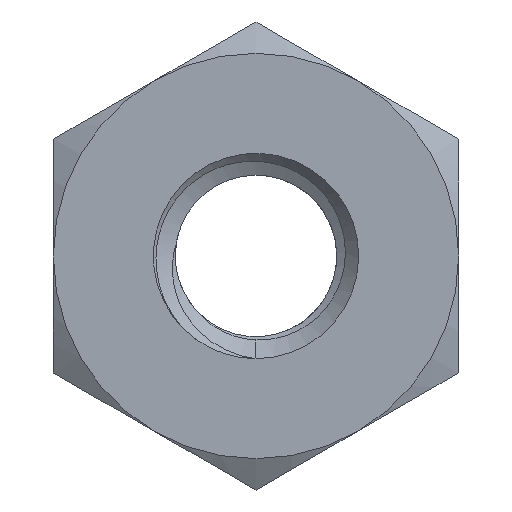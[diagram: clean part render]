
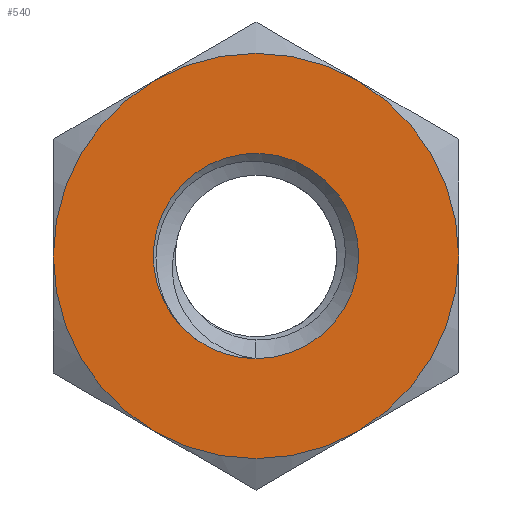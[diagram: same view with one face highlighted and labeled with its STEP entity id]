
A CAD part, front view. The second image highlights one B-rep face of the part: STEP entity #540.
In plain terms, the highlighted planar face has unit normal (0, -1, 0).
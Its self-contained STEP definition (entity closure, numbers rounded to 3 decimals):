
#16=FACE_BOUND('',#121,.T.);
#24=PLANE('',#600);
#84=FACE_OUTER_BOUND('',#120,.T.);
#120=EDGE_LOOP('',(#469,#470,#471,#472,#473,#474));
#121=EDGE_LOOP('',(#475,#476));
#134=CIRCLE('',#571,2.413);
#136=CIRCLE('',#579,4.763);
#137=CIRCLE('',#581,2.413);
#145=CIRCLE('',#601,4.763);
#146=CIRCLE('',#602,4.763);
#147=CIRCLE('',#603,4.763);
#148=CIRCLE('',#604,4.763);
#149=CIRCLE('',#605,4.763);
#224=VERTEX_POINT('',#820);
#225=VERTEX_POINT('',#837);
#237=VERTEX_POINT('',#1106);
#238=VERTEX_POINT('',#1107);
#249=VERTEX_POINT('',#1667);
#252=VERTEX_POINT('',#1684);
#257=VERTEX_POINT('',#1719);
#260=VERTEX_POINT('',#1736);
#274=EDGE_CURVE('',#225,#224,#134,.T.);
#292=EDGE_CURVE('',#237,#238,#136,.T.);
#295=EDGE_CURVE('',#224,#225,#137,.T.);
#338=EDGE_CURVE('',#238,#252,#145,.T.);
#339=EDGE_CURVE('',#252,#249,#146,.T.);
#340=EDGE_CURVE('',#249,#260,#147,.T.);
#341=EDGE_CURVE('',#260,#257,#148,.T.);
#342=EDGE_CURVE('',#237,#257,#149,.T.);
#469=ORIENTED_EDGE('',*,*,#292,.T.);
#470=ORIENTED_EDGE('',*,*,#338,.T.);
#471=ORIENTED_EDGE('',*,*,#339,.T.);
#472=ORIENTED_EDGE('',*,*,#340,.T.);
#473=ORIENTED_EDGE('',*,*,#341,.T.);
#474=ORIENTED_EDGE('',*,*,#342,.F.);
#475=ORIENTED_EDGE('',*,*,#274,.T.);
#476=ORIENTED_EDGE('',*,*,#295,.T.);
#540=ADVANCED_FACE('',(#84,#16),#24,.F.);
#571=AXIS2_PLACEMENT_3D('',#838,#634,#635);
#579=AXIS2_PLACEMENT_3D('',#1108,#655,#656);
#581=AXIS2_PLACEMENT_3D('',#1117,#659,#660);
#600=AXIS2_PLACEMENT_3D('',#1749,#703,#704);
#601=AXIS2_PLACEMENT_3D('',#1750,#705,#706);
#602=AXIS2_PLACEMENT_3D('',#1751,#707,#708);
#603=AXIS2_PLACEMENT_3D('',#1752,#709,#710);
#604=AXIS2_PLACEMENT_3D('',#1753,#711,#712);
#605=AXIS2_PLACEMENT_3D('',#1754,#713,#714);
#634=DIRECTION('center_axis',(0.,1.,0.));
#635=DIRECTION('ref_axis',(0.,0.,1.));
#655=DIRECTION('center_axis',(0.,-1.,0.));
#656=DIRECTION('ref_axis',(0.,0.,1.));
#659=DIRECTION('center_axis',(0.,1.,0.));
#660=DIRECTION('ref_axis',(0.,0.,1.));
#703=DIRECTION('center_axis',(0.,1.,0.));
#704=DIRECTION('ref_axis',(0.,0.,1.));
#705=DIRECTION('center_axis',(0.,-1.,0.));
#706=DIRECTION('ref_axis',(0.,0.,1.));
#707=DIRECTION('center_axis',(0.,-1.,0.));
#708=DIRECTION('ref_axis',(0.,0.,1.));
#709=DIRECTION('center_axis',(0.,-1.,0.));
#710=DIRECTION('ref_axis',(0.,0.,1.));
#711=DIRECTION('center_axis',(0.,-1.,0.));
#712=DIRECTION('ref_axis',(0.,0.,1.));
#713=DIRECTION('center_axis',(0.,1.,0.));
#714=DIRECTION('ref_axis',(0.,0.,1.));
#820=CARTESIAN_POINT('',(-1.706,-1.588,-1.706));
#837=CARTESIAN_POINT('',(0.,-1.588,-2.413));
#838=CARTESIAN_POINT('Origin',(0.,-1.588,0.));
#1106=CARTESIAN_POINT('',(2.381,-1.588,4.124));
#1107=CARTESIAN_POINT('',(-2.381,-1.588,4.124));
#1108=CARTESIAN_POINT('Origin',(0.,-1.588,0.));
#1117=CARTESIAN_POINT('Origin',(0.,-1.588,0.));
#1667=CARTESIAN_POINT('',(-2.381,-1.588,-4.124));
#1684=CARTESIAN_POINT('',(-4.763,-1.588,0.));
#1719=CARTESIAN_POINT('',(4.763,-1.588,0.));
#1736=CARTESIAN_POINT('',(2.381,-1.588,-4.124));
#1749=CARTESIAN_POINT('Origin',(-4.763,-1.588,-2.75));
#1750=CARTESIAN_POINT('Origin',(0.,-1.588,0.));
#1751=CARTESIAN_POINT('Origin',(0.,-1.588,0.));
#1752=CARTESIAN_POINT('Origin',(0.,-1.588,0.));
#1753=CARTESIAN_POINT('Origin',(0.,-1.588,0.));
#1754=CARTESIAN_POINT('Origin',(0.,-1.588,0.));
